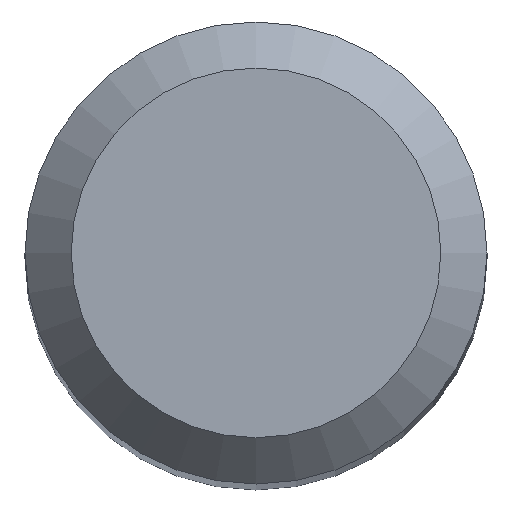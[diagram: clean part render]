
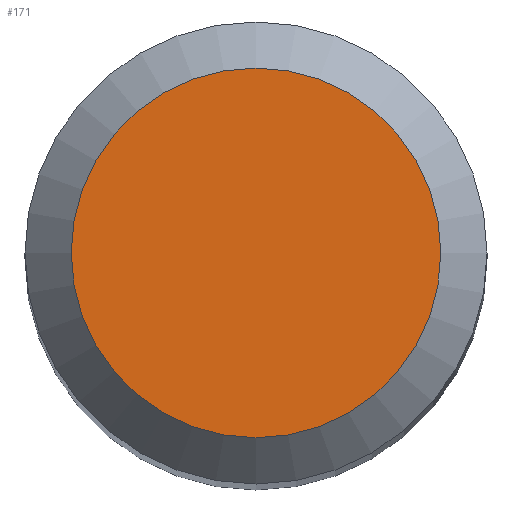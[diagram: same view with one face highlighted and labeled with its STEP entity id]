
A CAD part, top view. The second image highlights one B-rep face of the part: STEP entity #171.
In plain terms, the highlighted planar face has unit normal (0, 0, 1).
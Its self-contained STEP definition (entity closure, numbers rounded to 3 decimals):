
#23 = CARTESIAN_POINT ( 'NONE',  ( 0., 0., 38. ) ) ;
#39 = DIRECTION ( 'NONE',  ( 0., -1., 0. ) ) ;
#59 = CARTESIAN_POINT ( 'NONE',  ( 0., 0., 38. ) ) ;
#62 = AXIS2_PLACEMENT_3D ( 'NONE', #23, #205, #39 ) ;
#78 = VERTEX_POINT ( 'NONE', #142 ) ;
#83 = EDGE_LOOP ( 'NONE', ( #220 ) ) ;
#95 = FACE_OUTER_BOUND ( 'NONE', #83, .T. ) ;
#116 = DIRECTION ( 'NONE',  ( 0., 1., 0. ) ) ;
#142 = CARTESIAN_POINT ( 'NONE',  ( 0., -1.6, 38. ) ) ;
#164 = PLANE ( 'NONE',  #253 ) ;
#171 = ADVANCED_FACE ( 'NONE', ( #95 ), #164, .F. ) ;
#205 = DIRECTION ( 'NONE',  ( 0., 0., 1. ) ) ;
#213 = CIRCLE ( 'NONE', #62, 1.6 ) ;
#220 = ORIENTED_EDGE ( 'NONE', *, *, #256, .T. ) ;
#238 = DIRECTION ( 'NONE',  ( 0., 0., -1. ) ) ;
#253 = AXIS2_PLACEMENT_3D ( 'NONE', #59, #238, #116 ) ;
#256 = EDGE_CURVE ( 'NONE', #78, #78, #213, .T. ) ;
